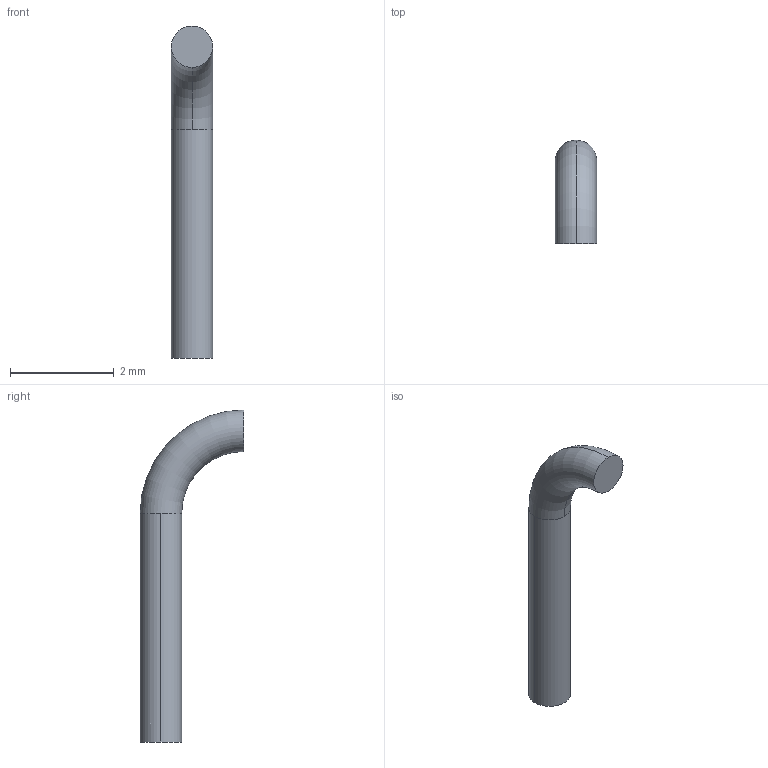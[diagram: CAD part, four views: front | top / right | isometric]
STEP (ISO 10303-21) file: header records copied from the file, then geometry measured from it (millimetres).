
FILE_DESCRIPTION (( 'STEP AP214' ), '1' );
FILE_NAME ('Pin_0.8_arc_2mm_2.STEP', '2020-09-30T15:30:55', ( '' ), ( '' ), 'SwSTEP 2.0', 'SolidWorks 2017', '' );
FILE_SCHEMA (( 'AUTOMOTIVE_DESIGN' ));
Length unit declared in the file: millimetre
Products named in the file (1): Pin_0.8_arc_2mm_2
Bounding box: 0.8 x 2 x 6.4 mm (x, y, z)
Volume: 3.5 mm3; surface area: 18.4 mm2
Topology: 1 solids, 1 shells, 6 faces, 12 edges, 8 vertices
Faces by surface type: torus 2, cylinder 2, plane 2
Entity records: 244 total; most frequent: DIRECTION 36, CARTESIAN_POINT 27, ORIENTED_EDGE 24, AXIS2_PLACEMENT_3D 17, EDGE_CURVE 12, CIRCLE 10, VERTEX_POINT 8, UNCERTAINTY_MEASURE_WITH_UNIT 7
